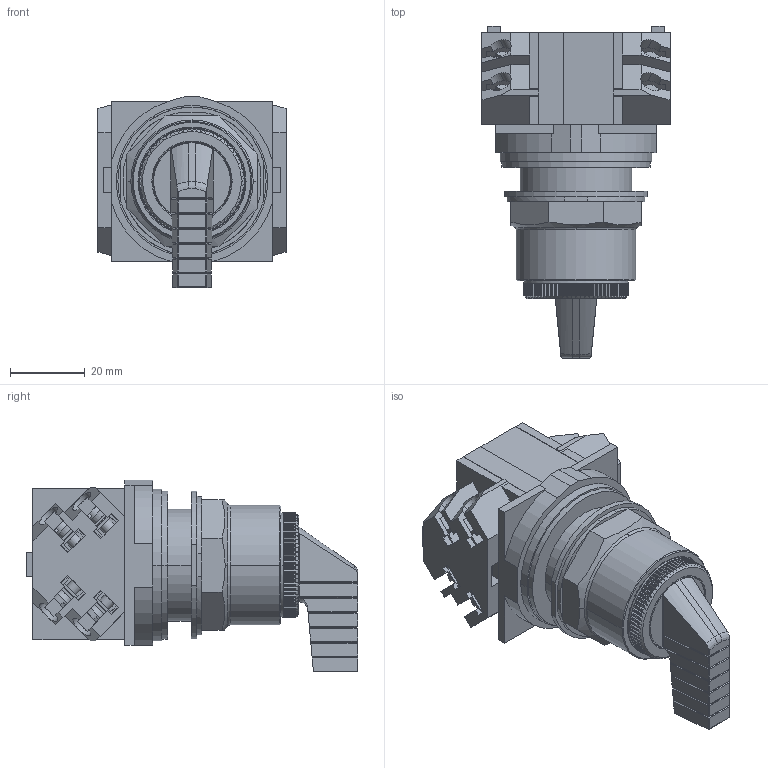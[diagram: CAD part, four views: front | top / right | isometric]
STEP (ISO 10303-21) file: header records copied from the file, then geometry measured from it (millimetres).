
FILE_DESCRIPTION((''),'2;1');
FILE_NAME('9001SKS43FBH2_ASM','2021-05-03T14:42:20',('SESA592305'),('Schneider-Electric'),'CREO PARAMETRIC BY PTC INC, 2019471','CREO PARAMETRIC BY PTC INC, 2019471','');
FILE_SCHEMA(('AP242_MANAGED_MODEL_BASED_3D_ENGINEERING_MIM_LF { 1 0 10303 442 1 1 4 }'));
Products named in the file (8): LUMP1_1_2_3_4_5_6_7_8; LUMP2-1-2-3-BASE_MANETTE; QGH2755800; 65122-074-18; 9001B25_ASM; BASE_GRANDE_MANETTE_ASM; 9001KA1_3D; 9001SKS43FBH2_ASM
Assembly tree (8 placements, depth 4):
  9001SKS43FBH2_ASM
    BASE_GRANDE_MANETTE_ASM
      LUMP1_1_2_3_4_5_6_7_8
      LUMP2-1-2-3-BASE_MANETTE
      9001B25_ASM
        QGH2755800
        65122-074-18
    9001KA1_3D  x2
Bounding box: 50.38 x 88.85 x 51.33 mm (x, y, z)
Volume: 83615.7 mm3; surface area: 35250.1 mm2
Topology: 6 solids, 6 shells, 1262 faces, 3603 edges, 2366 vertices
Faces by surface type: plane 775, cylinder 421, bspline 34, cone 28, torus 4
Entity records: 154873 total; most frequent: CARTESIAN_POINT 122605, ORIENTED_EDGE 5562, DIRECTION 5204, EDGE_CURVE 2781, POLYLINE 1848, VERTEX_POINT 1821, AXIS2_PLACEMENT_3D 1811, VECTOR 1582
